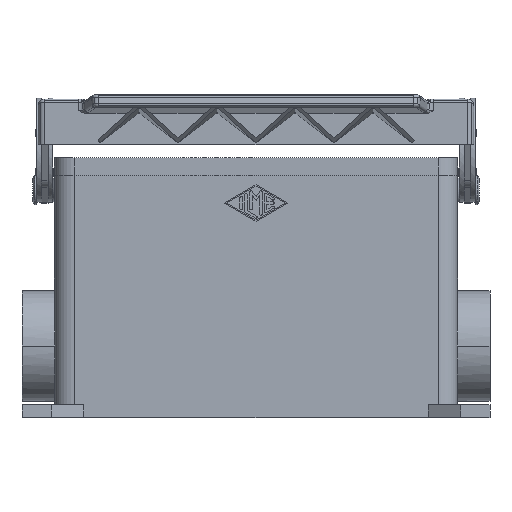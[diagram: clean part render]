
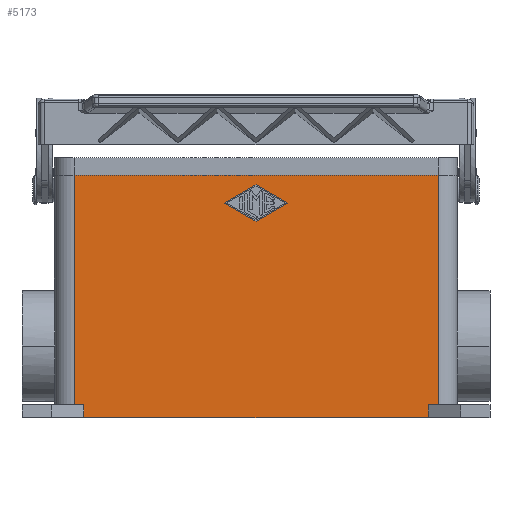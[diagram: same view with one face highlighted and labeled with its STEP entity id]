
A CAD part, front view. The second image highlights one B-rep face of the part: STEP entity #5173.
In plain terms, the highlighted planar face has unit normal (0, -1, 0).
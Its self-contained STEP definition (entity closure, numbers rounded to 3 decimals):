
#4331=CARTESIAN_POINT('',(-9.75,-21.75,15.));
#4332=VERTEX_POINT('',#4331);
#4339=CARTESIAN_POINT('',(0.,-21.75,9.375));
#4340=VERTEX_POINT('',#4339);
#4341=CARTESIAN_POINT('',(0.,-21.75,9.375));
#4342=DIRECTION('',(-0.866,0.0,0.5));
#4343=VECTOR('',#4342,11.256);
#4344=LINE('',#4341,#4343);
#4345=EDGE_CURVE('',#4340,#4332,#4344,.T.);
#4370=CARTESIAN_POINT('',(9.75,-21.75,15.));
#4371=VERTEX_POINT('',#4370);
#4372=CARTESIAN_POINT('',(9.75,-21.75,15.));
#4373=DIRECTION('',(-0.866,0.0,-0.5));
#4374=VECTOR('',#4373,11.256);
#4375=LINE('',#4372,#4374);
#4376=EDGE_CURVE('',#4371,#4340,#4375,.T.);
#4401=CARTESIAN_POINT('',(0.,-21.75,20.625));
#4402=VERTEX_POINT('',#4401);
#4403=CARTESIAN_POINT('',(0.,-21.75,20.625));
#4404=DIRECTION('',(0.866,0.0,-0.5));
#4405=VECTOR('',#4404,11.256);
#4406=LINE('',#4403,#4405);
#4407=EDGE_CURVE('',#4402,#4371,#4406,.T.);
#4430=CARTESIAN_POINT('',(-9.75,-21.75,15.));
#4431=DIRECTION('',(0.866,0.0,0.5));
#4432=VECTOR('',#4431,11.256);
#4433=LINE('',#4430,#4432);
#4434=EDGE_CURVE('',#4332,#4402,#4433,.T.);
#5096=CARTESIAN_POINT('',(53.0,-21.75,-51.0));
#5097=DIRECTION('',(0.0,-1.0,0.0));
#5098=DIRECTION('',(0.0,0.0,-1.0));
#5099=AXIS2_PLACEMENT_3D('',#5096,#5097,#5098);
#5100=PLANE('',#5099);
#5101=CARTESIAN_POINT('',(-53.0,-21.75,-51.0));
#5102=VERTEX_POINT('',#5101);
#5103=CARTESIAN_POINT('',(-53.0,-21.75,-47.));
#5104=VERTEX_POINT('',#5103);
#5105=CARTESIAN_POINT('',(-53.0,-21.75,-51.0));
#5106=DIRECTION('',(0.0,0.0,1.0));
#5107=VECTOR('',#5106,4.);
#5108=LINE('',#5105,#5107);
#5109=EDGE_CURVE('',#5102,#5104,#5108,.T.);
#5110=ORIENTED_EDGE('',*,*,#5109,.F.);
#5111=CARTESIAN_POINT('',(53.0,-21.75,-51.0));
#5112=VERTEX_POINT('',#5111);
#5113=CARTESIAN_POINT('',(53.0,-21.75,-51.0));
#5114=DIRECTION('',(-1.0,0.0,0.0));
#5115=VECTOR('',#5114,106.0);
#5116=LINE('',#5113,#5115);
#5117=EDGE_CURVE('',#5112,#5102,#5116,.T.);
#5118=ORIENTED_EDGE('',*,*,#5117,.F.);
#5119=CARTESIAN_POINT('',(53.0,-21.75,-47.));
#5120=VERTEX_POINT('',#5119);
#5121=CARTESIAN_POINT('',(53.0,-21.75,-51.0));
#5122=DIRECTION('',(0.0,0.0,1.0));
#5123=VECTOR('',#5122,4.);
#5124=LINE('',#5121,#5123);
#5125=EDGE_CURVE('',#5112,#5120,#5124,.T.);
#5126=ORIENTED_EDGE('',*,*,#5125,.T.);
#5127=CARTESIAN_POINT('',(56.0,-21.75,-47.));
#5128=VERTEX_POINT('',#5127);
#5129=CARTESIAN_POINT('',(56.0,-21.75,-47.));
#5130=DIRECTION('',(-1.0,0.0,0.0));
#5131=VECTOR('',#5130,3.0);
#5132=LINE('',#5129,#5131);
#5133=EDGE_CURVE('',#5128,#5120,#5132,.T.);
#5134=ORIENTED_EDGE('',*,*,#5133,.F.);
#5135=CARTESIAN_POINT('',(56.0,-21.75,23.5));
#5136=VERTEX_POINT('',#5135);
#5137=CARTESIAN_POINT('',(56.0,-21.75,-47.));
#5138=DIRECTION('',(0.0,0.0,1.0));
#5139=VECTOR('',#5138,70.5);
#5140=LINE('',#5137,#5139);
#5141=EDGE_CURVE('',#5128,#5136,#5140,.T.);
#5142=ORIENTED_EDGE('',*,*,#5141,.T.);
#5143=CARTESIAN_POINT('',(-56.0,-21.75,23.5));
#5144=VERTEX_POINT('',#5143);
#5145=CARTESIAN_POINT('',(56.0,-21.75,23.5));
#5146=DIRECTION('',(-1.0,0.0,0.0));
#5147=VECTOR('',#5146,112.0);
#5148=LINE('',#5145,#5147);
#5149=EDGE_CURVE('',#5136,#5144,#5148,.T.);
#5150=ORIENTED_EDGE('',*,*,#5149,.T.);
#5151=CARTESIAN_POINT('',(-56.0,-21.75,-47.));
#5152=VERTEX_POINT('',#5151);
#5153=CARTESIAN_POINT('',(-56.0,-21.75,-47.));
#5154=DIRECTION('',(0.0,0.0,1.0));
#5155=VECTOR('',#5154,70.5);
#5156=LINE('',#5153,#5155);
#5157=EDGE_CURVE('',#5152,#5144,#5156,.T.);
#5158=ORIENTED_EDGE('',*,*,#5157,.F.);
#5159=CARTESIAN_POINT('',(-53.0,-21.75,-47.));
#5160=DIRECTION('',(-1.0,0.0,0.0));
#5161=VECTOR('',#5160,3.0);
#5162=LINE('',#5159,#5161);
#5163=EDGE_CURVE('',#5104,#5152,#5162,.T.);
#5164=ORIENTED_EDGE('',*,*,#5163,.F.);
#5165=EDGE_LOOP('',(#5110,#5118,#5126,#5134,#5142,#5150,#5158,#5164));
#5166=FACE_OUTER_BOUND('',#5165,.T.);
#5167=ORIENTED_EDGE('',*,*,#4345,.T.);
#5168=ORIENTED_EDGE('',*,*,#4434,.T.);
#5169=ORIENTED_EDGE('',*,*,#4407,.T.);
#5170=ORIENTED_EDGE('',*,*,#4376,.T.);
#5171=EDGE_LOOP('',(#5167,#5168,#5169,#5170));
#5172=FACE_BOUND('',#5171,.T.);
#5173=ADVANCED_FACE('',(#5166,#5172),#5100,.T.);
